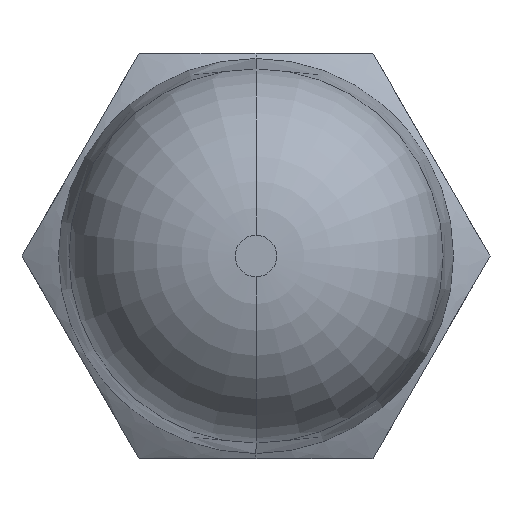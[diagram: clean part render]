
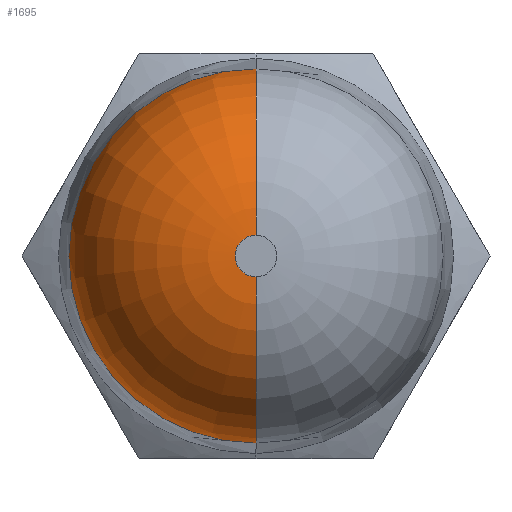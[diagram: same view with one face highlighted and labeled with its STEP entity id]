
A CAD part, front view. The second image highlights one B-rep face of the part: STEP entity #1695.
In plain terms, the highlighted toroidal (fillet/blend) face has major radius 0.4 mm and minor radius 3.213 mm.
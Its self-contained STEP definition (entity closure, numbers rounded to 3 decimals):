
#44 = DIRECTION ( 'NONE',  ( 0., 1., 0. ) ) ;
#104 = CIRCLE ( 'NONE', #1800, 3.6 ) ;
#265 = VERTEX_POINT ( 'NONE', #1816 ) ;
#348 = EDGE_LOOP ( 'NONE', ( #567, #3168, #804, #4298 ) ) ;
#370 = CARTESIAN_POINT ( 'NONE',  ( 0., -3.837, -0.4 ) ) ;
#456 = CARTESIAN_POINT ( 'NONE',  ( 0., -3.837, 0. ) ) ;
#567 = ORIENTED_EDGE ( 'NONE', *, *, #5010, .F. ) ;
#804 = ORIENTED_EDGE ( 'NONE', *, *, #2975, .T. ) ;
#1064 = DIRECTION ( 'NONE',  ( 0., 0., 1. ) ) ;
#1191 = EDGE_CURVE ( 'NONE', #2926, #265, #104, .T. ) ;
#1437 = VERTEX_POINT ( 'NONE', #4854 ) ;
#1502 = DIRECTION ( 'NONE',  ( 0., 1., 0. ) ) ;
#1695 = ADVANCED_FACE ( 'NONE', ( #2512 ), #3332, .T. ) ;
#1709 = DIRECTION ( 'NONE',  ( 0., 0., 1. ) ) ;
#1800 = AXIS2_PLACEMENT_3D ( 'NONE', #2082, #5414, #3336 ) ;
#1816 = CARTESIAN_POINT ( 'NONE',  ( 0., -4.13, 3.6 ) ) ;
#2082 = CARTESIAN_POINT ( 'NONE',  ( 0., -4.13, 0. ) ) ;
#2168 = AXIS2_PLACEMENT_3D ( 'NONE', #2387, #3261, #2359 ) ;
#2266 = EDGE_CURVE ( 'NONE', #1437, #2416, #2285, .T. ) ;
#2285 = CIRCLE ( 'NONE', #4113, 0.4 ) ;
#2359 = DIRECTION ( 'NONE',  ( 0., 0., 1. ) ) ;
#2368 = AXIS2_PLACEMENT_3D ( 'NONE', #456, #44, #1709 ) ;
#2387 = CARTESIAN_POINT ( 'NONE',  ( 0., -3.837, 0.4 ) ) ;
#2416 = VERTEX_POINT ( 'NONE', #4487 ) ;
#2512 = FACE_OUTER_BOUND ( 'NONE', #348, .T. ) ;
#2926 = VERTEX_POINT ( 'NONE', #3561 ) ;
#2975 = EDGE_CURVE ( 'NONE', #2416, #265, #3997, .T. ) ;
#3168 = ORIENTED_EDGE ( 'NONE', *, *, #2266, .T. ) ;
#3261 = DIRECTION ( 'NONE',  ( -1., 0., 0. ) ) ;
#3315 = CIRCLE ( 'NONE', #3409, 3.213 ) ;
#3332 = TOROIDAL_SURFACE ( 'NONE', #2368, 0.4, 3.213 ) ;
#3336 = DIRECTION ( 'NONE',  ( 0., 0., 1. ) ) ;
#3409 = AXIS2_PLACEMENT_3D ( 'NONE', #370, #4034, #3624 ) ;
#3561 = CARTESIAN_POINT ( 'NONE',  ( 0., -4.13, -3.6 ) ) ;
#3624 = DIRECTION ( 'NONE',  ( 0., 0., -1. ) ) ;
#3997 = CIRCLE ( 'NONE', #2168, 3.213 ) ;
#4034 = DIRECTION ( 'NONE',  ( 1., 0., 0. ) ) ;
#4113 = AXIS2_PLACEMENT_3D ( 'NONE', #4459, #1502, #1064 ) ;
#4298 = ORIENTED_EDGE ( 'NONE', *, *, #1191, .F. ) ;
#4459 = CARTESIAN_POINT ( 'NONE',  ( 0., -7.05, 0. ) ) ;
#4487 = CARTESIAN_POINT ( 'NONE',  ( 0., -7.05, 0.4 ) ) ;
#4854 = CARTESIAN_POINT ( 'NONE',  ( 0., -7.05, -0.4 ) ) ;
#5010 = EDGE_CURVE ( 'NONE', #1437, #2926, #3315, .T. ) ;
#5414 = DIRECTION ( 'NONE',  ( 0., 1., 0. ) ) ;
